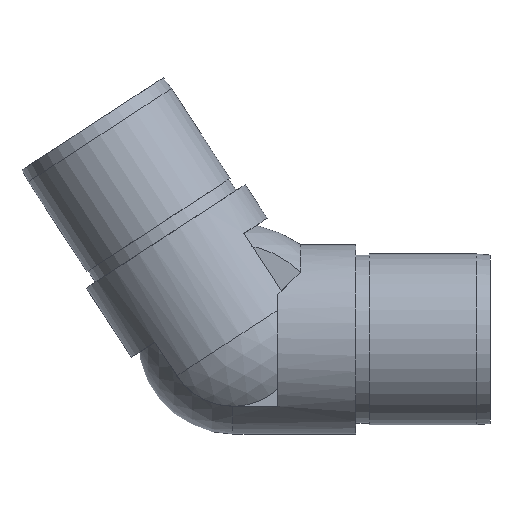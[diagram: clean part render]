
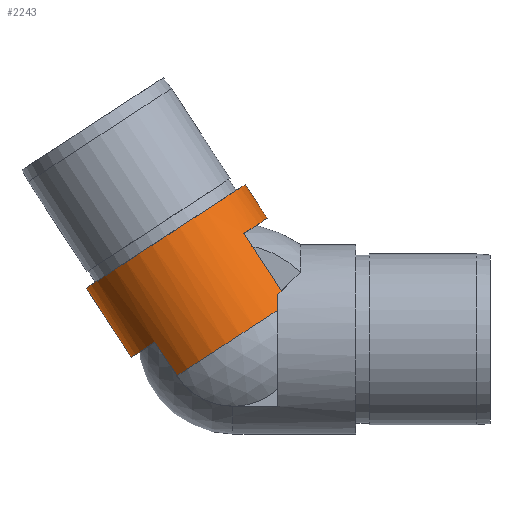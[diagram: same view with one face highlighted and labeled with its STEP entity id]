
A CAD part, left-side view. The second image highlights one B-rep face of the part: STEP entity #2243.
In plain terms, the highlighted cylindrical face has radius 21.2 mm (diameter 42.4 mm), a partial arc.
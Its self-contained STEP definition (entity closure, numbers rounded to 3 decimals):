
#85 = DIRECTION ( 'NONE',  ( 0., 0., -1. ) ) ;
#88 = CARTESIAN_POINT ( 'NONE',  ( 15., 57.5, -14.981 ) ) ;
#109 = VERTEX_POINT ( 'NONE', #2051 ) ;
#265 = ORIENTED_EDGE ( 'NONE', *, *, #2463, .T. ) ;
#319 = VERTEX_POINT ( 'NONE', #2440 ) ;
#324 = EDGE_CURVE ( 'NONE', #487, #2411, #593, .T. ) ;
#326 = CARTESIAN_POINT ( 'NONE',  ( 0., 30., 21.2 ) ) ;
#365 = DIRECTION ( 'NONE',  ( 0., -1., 0. ) ) ;
#408 = ORIENTED_EDGE ( 'NONE', *, *, #2370, .T. ) ;
#418 = DIRECTION ( 'NONE',  ( 0., -1., 0. ) ) ;
#487 = VERTEX_POINT ( 'NONE', #1382 ) ;
#574 = DIRECTION ( 'NONE',  ( 0., 1., 0. ) ) ;
#585 = LINE ( 'NONE', #2849, #1775 ) ;
#593 = CIRCLE ( 'NONE', #2670, 21.2 ) ;
#623 = VERTEX_POINT ( 'NONE', #88 ) ;
#651 = VERTEX_POINT ( 'NONE', #326 ) ;
#658 = VERTEX_POINT ( 'NONE', #1247 ) ;
#691 = EDGE_CURVE ( 'NONE', #319, #651, #1890, .T. ) ;
#725 = FACE_OUTER_BOUND ( 'NONE', #2253, .T. ) ;
#742 = CARTESIAN_POINT ( 'NONE',  ( 15., 57.5, -14.981 ) ) ;
#778 = DIRECTION ( 'NONE',  ( 0., 0., -1. ) ) ;
#827 = CARTESIAN_POINT ( 'NONE',  ( 0., 48.5, 0. ) ) ;
#939 = CIRCLE ( 'NONE', #2287, 21.2 ) ;
#1030 = ORIENTED_EDGE ( 'NONE', *, *, #1046, .F. ) ;
#1044 = CARTESIAN_POINT ( 'NONE',  ( 0., 57.5, 0. ) ) ;
#1046 = EDGE_CURVE ( 'NONE', #109, #623, #939, .T. ) ;
#1088 = ORIENTED_EDGE ( 'NONE', *, *, #691, .T. ) ;
#1192 = CARTESIAN_POINT ( 'NONE',  ( 15., 48.5, -14.981 ) ) ;
#1201 = AXIS2_PLACEMENT_3D ( 'NONE', #2818, #2613, #778 ) ;
#1247 = CARTESIAN_POINT ( 'NONE',  ( 0., 30., -21.2 ) ) ;
#1347 = CARTESIAN_POINT ( 'NONE',  ( 0., 57.5, 0. ) ) ;
#1382 = CARTESIAN_POINT ( 'NONE',  ( 0., 48.5, -21.2 ) ) ;
#1395 = DIRECTION ( 'NONE',  ( 0., 0., -1. ) ) ;
#1492 = DIRECTION ( 'NONE',  ( 0., 0., 1. ) ) ;
#1497 = EDGE_CURVE ( 'NONE', #109, #2736, #585, .T. ) ;
#1688 = CARTESIAN_POINT ( 'NONE',  ( 0., 57.5, 21.2 ) ) ;
#1701 = DIRECTION ( 'NONE',  ( 0., -1., 0. ) ) ;
#1729 = VECTOR ( 'NONE', #2404, 1000. ) ;
#1775 = VECTOR ( 'NONE', #2202, 1000. ) ;
#1855 = CYLINDRICAL_SURFACE ( 'NONE', #2557, 21.2 ) ;
#1872 = ORIENTED_EDGE ( 'NONE', *, *, #324, .T. ) ;
#1890 = LINE ( 'NONE', #1688, #2727 ) ;
#1906 = CARTESIAN_POINT ( 'NONE',  ( 0., 30., 0. ) ) ;
#1938 = LINE ( 'NONE', #742, #1729 ) ;
#2051 = CARTESIAN_POINT ( 'NONE',  ( 15., 57.5, 14.981 ) ) ;
#2136 = CARTESIAN_POINT ( 'NONE',  ( 15., 39., 14.981 ) ) ;
#2202 = DIRECTION ( 'NONE',  ( 0., -1., 0. ) ) ;
#2215 = DIRECTION ( 'NONE',  ( 0., 0., -1. ) ) ;
#2243 = ADVANCED_FACE ( 'NONE', ( #725 ), #1855, .T. ) ;
#2253 = EDGE_LOOP ( 'NONE', ( #265, #1088, #2968, #2719, #1872, #408, #1030, #2790 ) ) ;
#2264 = CIRCLE ( 'NONE', #2502, 21.2 ) ;
#2287 = AXIS2_PLACEMENT_3D ( 'NONE', #1044, #574, #1492 ) ;
#2370 = EDGE_CURVE ( 'NONE', #2411, #623, #1938, .T. ) ;
#2404 = DIRECTION ( 'NONE',  ( 0., 1., 0. ) ) ;
#2411 = VERTEX_POINT ( 'NONE', #1192 ) ;
#2440 = CARTESIAN_POINT ( 'NONE',  ( 0., 39., 21.2 ) ) ;
#2461 = EDGE_CURVE ( 'NONE', #658, #651, #2264, .T. ) ;
#2463 = EDGE_CURVE ( 'NONE', #2736, #319, #2655, .T. ) ;
#2484 = CARTESIAN_POINT ( 'NONE',  ( 0., 57.5, -21.2 ) ) ;
#2502 = AXIS2_PLACEMENT_3D ( 'NONE', #1906, #1701, #85 ) ;
#2557 = AXIS2_PLACEMENT_3D ( 'NONE', #1347, #2784, #1395 ) ;
#2613 = DIRECTION ( 'NONE',  ( 0., -1., 0. ) ) ;
#2655 = CIRCLE ( 'NONE', #1201, 21.2 ) ;
#2670 = AXIS2_PLACEMENT_3D ( 'NONE', #827, #418, #2215 ) ;
#2719 = ORIENTED_EDGE ( 'NONE', *, *, #2993, .F. ) ;
#2727 = VECTOR ( 'NONE', #2874, 1000. ) ;
#2736 = VERTEX_POINT ( 'NONE', #2136 ) ;
#2784 = DIRECTION ( 'NONE',  ( 0., -1., 0. ) ) ;
#2790 = ORIENTED_EDGE ( 'NONE', *, *, #1497, .T. ) ;
#2818 = CARTESIAN_POINT ( 'NONE',  ( 0., 39., 0. ) ) ;
#2849 = CARTESIAN_POINT ( 'NONE',  ( 15., 57.5, 14.981 ) ) ;
#2874 = DIRECTION ( 'NONE',  ( 0., -1., 0. ) ) ;
#2967 = LINE ( 'NONE', #2484, #2974 ) ;
#2968 = ORIENTED_EDGE ( 'NONE', *, *, #2461, .F. ) ;
#2974 = VECTOR ( 'NONE', #365, 1000. ) ;
#2993 = EDGE_CURVE ( 'NONE', #487, #658, #2967, .T. ) ;
